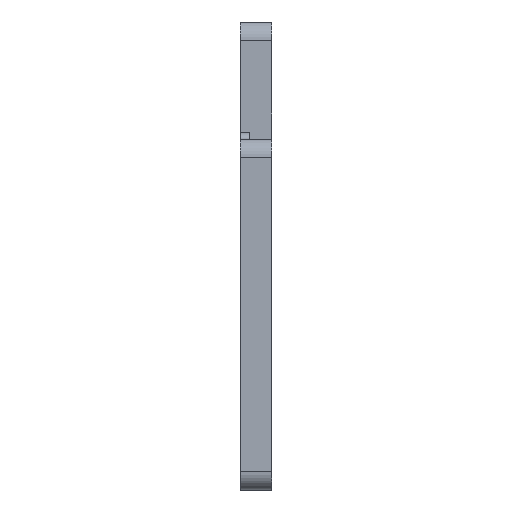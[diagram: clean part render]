
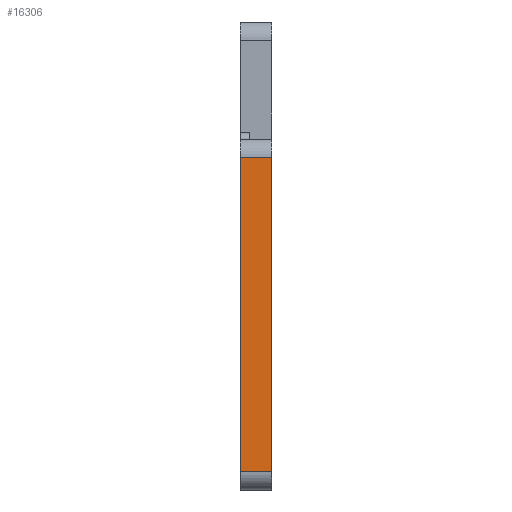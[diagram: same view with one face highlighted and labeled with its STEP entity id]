
A CAD part, left-side view. The second image highlights one B-rep face of the part: STEP entity #16306.
In plain terms, the highlighted planar face has unit normal (-1, 0, 0).
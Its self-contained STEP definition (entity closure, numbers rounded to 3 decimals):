
#1274=FACE_OUTER_BOUND('',#2144,.T.);
#2144=EDGE_LOOP('',(#15099,#15100,#15101,#15102));
#2941=LINE('',#22725,#4580);
#4466=LINE('',#27158,#6105);
#4570=LINE('',#27536,#6209);
#4574=LINE('',#27545,#6213);
#4580=VECTOR('',#17916,10.);
#6105=VECTOR('',#22143,10.);
#6209=VECTOR('',#22689,10.);
#6213=VECTOR('',#22703,10.);
#6220=VERTEX_POINT('',#22722);
#6221=VERTEX_POINT('',#22724);
#7777=VERTEX_POINT('',#27155);
#7778=VERTEX_POINT('',#27157);
#7835=EDGE_CURVE('',#6220,#6221,#2941,.T.);
#10062=EDGE_CURVE('',#7777,#7778,#4466,.T.);
#10253=EDGE_CURVE('',#7778,#6220,#4570,.T.);
#10257=EDGE_CURVE('',#6221,#7777,#4574,.T.);
#15099=ORIENTED_EDGE('',*,*,#10253,.F.);
#15100=ORIENTED_EDGE('',*,*,#10062,.F.);
#15101=ORIENTED_EDGE('',*,*,#10257,.F.);
#15102=ORIENTED_EDGE('',*,*,#7835,.F.);
#15515=PLANE('',#17903);
#16306=ADVANCED_FACE('',(#1274),#15515,.T.);
#17903=AXIS2_PLACEMENT_3D('',#27544,#22701,#22702);
#17916=DIRECTION('',(0.,0.,-1.));
#22143=DIRECTION('',(0.,0.,1.));
#22689=DIRECTION('',(0.,-1.,0.));
#22701=DIRECTION('center_axis',(-1.,0.,0.));
#22702=DIRECTION('ref_axis',(0.,0.,1.));
#22703=DIRECTION('',(0.,1.,0.));
#22722=CARTESIAN_POINT('',(0.,0.,54.15));
#22724=CARTESIAN_POINT('',(0.,0.,3.));
#22725=CARTESIAN_POINT('',(0.,0.,73.2));
#27155=CARTESIAN_POINT('',(0.,5.1,3.));
#27157=CARTESIAN_POINT('',(0.,5.1,54.15));
#27158=CARTESIAN_POINT('',(0.,5.1,73.2));
#27536=CARTESIAN_POINT('',(0.,2.55,54.15));
#27544=CARTESIAN_POINT('Origin',(0.,0.,3.));
#27545=CARTESIAN_POINT('',(0.,0.,3.));
